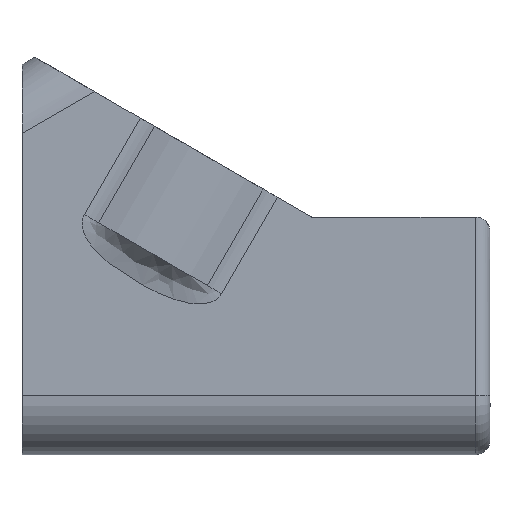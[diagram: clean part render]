
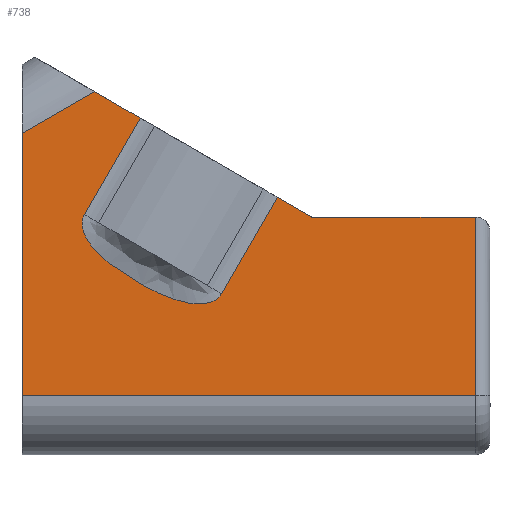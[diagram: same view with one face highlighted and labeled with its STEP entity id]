
A CAD part, left-side view. The second image highlights one B-rep face of the part: STEP entity #738.
In plain terms, the highlighted planar face has unit normal (-1, 0, 0).
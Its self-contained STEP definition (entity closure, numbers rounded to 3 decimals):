
#20=B_SPLINE_CURVE_WITH_KNOTS('',3,(#1169,#1170,#1171,#1172,#1173,#1174,
#1175,#1176,#1177,#1178),.UNSPECIFIED.,.F.,.F.,(4,1,1,1,1,1,1,4),(-1.242,
-1.206,-1.171,-1.029,-0.887,
-0.816,-0.78,-0.745),.UNSPECIFIED.);
#23=PLANE('',#806);
#48=FACE_OUTER_BOUND('',#91,.T.);
#91=EDGE_LOOP('',(#517,#518,#519,#520,#521,#522,#523,#524,#525,#526));
#173=LINE('',#1118,#237);
#184=LINE('',#1159,#248);
#185=LINE('',#1163,#249);
#186=LINE('',#1165,#250);
#187=LINE('',#1167,#251);
#188=LINE('',#1180,#252);
#189=LINE('',#1182,#253);
#190=LINE('',#1184,#254);
#191=LINE('',#1185,#255);
#237=VECTOR('',#878,10.);
#248=VECTOR('',#923,10.);
#249=VECTOR('',#928,10.);
#250=VECTOR('',#929,10.);
#251=VECTOR('',#930,10.);
#252=VECTOR('',#931,10.);
#253=VECTOR('',#932,10.);
#254=VECTOR('',#933,10.);
#255=VECTOR('',#934,10.);
#301=VERTEX_POINT('',#1116);
#302=VERTEX_POINT('',#1117);
#315=VERTEX_POINT('',#1158);
#316=VERTEX_POINT('',#1162);
#317=VERTEX_POINT('',#1164);
#318=VERTEX_POINT('',#1166);
#319=VERTEX_POINT('',#1168);
#320=VERTEX_POINT('',#1179);
#321=VERTEX_POINT('',#1181);
#322=VERTEX_POINT('',#1183);
#373=EDGE_CURVE('',#301,#302,#173,.T.);
#394=EDGE_CURVE('',#302,#315,#184,.T.);
#396=EDGE_CURVE('',#316,#301,#185,.T.);
#397=EDGE_CURVE('',#317,#316,#186,.T.);
#398=EDGE_CURVE('',#318,#317,#187,.T.);
#399=EDGE_CURVE('',#319,#318,#20,.T.);
#400=EDGE_CURVE('',#320,#319,#188,.T.);
#401=EDGE_CURVE('',#321,#320,#189,.T.);
#402=EDGE_CURVE('',#322,#321,#190,.T.);
#403=EDGE_CURVE('',#315,#322,#191,.T.);
#517=ORIENTED_EDGE('',*,*,#373,.F.);
#518=ORIENTED_EDGE('',*,*,#396,.F.);
#519=ORIENTED_EDGE('',*,*,#397,.F.);
#520=ORIENTED_EDGE('',*,*,#398,.F.);
#521=ORIENTED_EDGE('',*,*,#399,.F.);
#522=ORIENTED_EDGE('',*,*,#400,.F.);
#523=ORIENTED_EDGE('',*,*,#401,.F.);
#524=ORIENTED_EDGE('',*,*,#402,.F.);
#525=ORIENTED_EDGE('',*,*,#403,.F.);
#526=ORIENTED_EDGE('',*,*,#394,.F.);
#738=ADVANCED_FACE('',(#48),#23,.T.);
#806=AXIS2_PLACEMENT_3D('',#1161,#926,#927);
#878=DIRECTION('',(0.,0.,-1.));
#923=DIRECTION('',(0.,1.,0.));
#926=DIRECTION('center_axis',(-1.,0.,0.));
#927=DIRECTION('ref_axis',(0.,0.,1.));
#928=DIRECTION('',(0.,-1.,0.));
#929=DIRECTION('',(0.,-0.866,-0.5));
#930=DIRECTION('',(0.,-0.5,0.866));
#931=DIRECTION('',(0.,0.5,-0.866));
#932=DIRECTION('',(0.,-0.866,-0.5));
#933=DIRECTION('',(0.,-0.866,0.5));
#934=DIRECTION('',(0.,0.,1.));
#1116=CARTESIAN_POINT('',(13.68,14.844,33.049));
#1117=CARTESIAN_POINT('',(13.68,14.844,28.249));
#1118=CARTESIAN_POINT('',(13.68,14.844,29.199));
#1158=CARTESIAN_POINT('',(13.68,27.044,28.249));
#1159=CARTESIAN_POINT('',(13.68,19.244,28.249));
#1161=CARTESIAN_POINT('Origin',(13.68,19.244,28.349));
#1162=CARTESIAN_POINT('',(13.68,19.244,33.049));
#1163=CARTESIAN_POINT('',(13.68,19.244,33.049));
#1164=CARTESIAN_POINT('',(13.68,20.168,33.582));
#1165=CARTESIAN_POINT('',(13.68,19.754,33.343));
#1166=CARTESIAN_POINT('',(13.68,21.668,30.984));
#1167=CARTESIAN_POINT('',(13.68,20.168,33.582));
#1168=CARTESIAN_POINT('',(13.68,25.362,33.117));
#1169=CARTESIAN_POINT('Ctrl Pts',(13.68,25.362,33.117));
#1170=CARTESIAN_POINT('Ctrl Pts',(13.68,25.422,33.015));
#1171=CARTESIAN_POINT('Ctrl Pts',(13.68,25.448,32.764));
#1172=CARTESIAN_POINT('Ctrl Pts',(13.68,25.143,32.102));
#1173=CARTESIAN_POINT('Ctrl Pts',(13.68,24.26,31.457));
#1174=CARTESIAN_POINT('Ctrl Pts',(13.68,23.23,30.89));
#1175=CARTESIAN_POINT('Ctrl Pts',(13.68,22.412,30.682));
#1176=CARTESIAN_POINT('Ctrl Pts',(13.68,21.932,30.736));
#1177=CARTESIAN_POINT('Ctrl Pts',(13.68,21.727,30.881));
#1178=CARTESIAN_POINT('Ctrl Pts',(13.68,21.668,30.984));
#1179=CARTESIAN_POINT('',(13.68,23.862,35.715));
#1180=CARTESIAN_POINT('',(13.68,23.862,35.715));
#1181=CARTESIAN_POINT('',(13.68,25.097,36.428));
#1182=CARTESIAN_POINT('',(13.68,19.754,33.343));
#1183=CARTESIAN_POINT('',(13.68,27.044,35.305));
#1184=CARTESIAN_POINT('',(13.68,25.138,36.405));
#1185=CARTESIAN_POINT('',(13.68,27.044,30.849));
